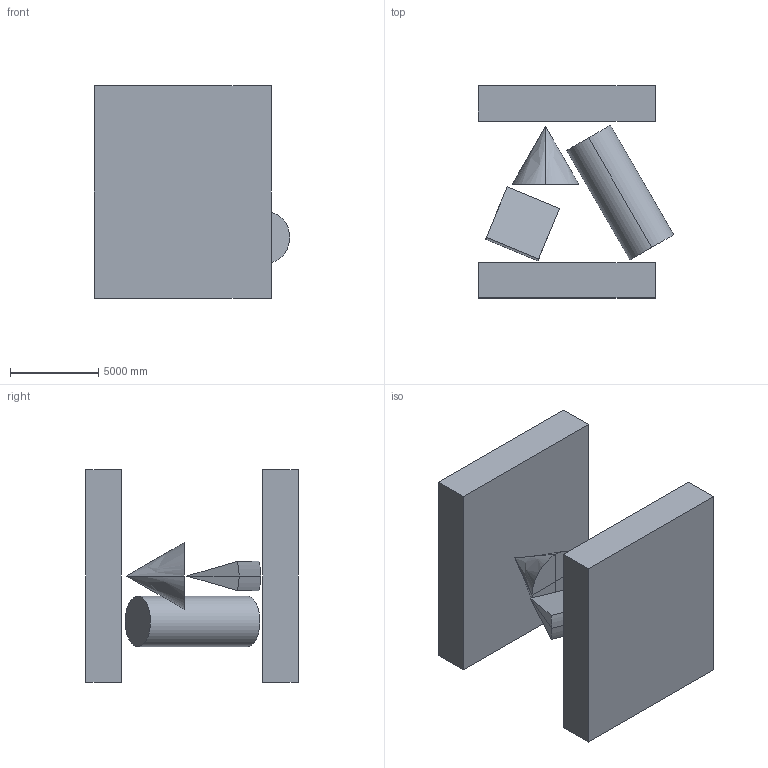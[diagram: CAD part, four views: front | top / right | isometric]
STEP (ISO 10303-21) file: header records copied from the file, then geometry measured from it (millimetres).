
FILE_DESCRIPTION((''),'2;1');
FILE_NAME('dist3d.stp','2022-12-16T16:32:26',(''),('CIMNE'),'STEP exporter based on STEPcode library (http://stepcode.org)','GiD 14.0.3','');
FILE_SCHEMA(('AUTOMOTIVE_DESIGN'));
Length unit declared in the file: metre
Bounding box: 11043.14 x 12000 x 12000 mm (x, y, z)
Volume: 546135354551 mm3; surface area: 842530424.5 mm2
Topology: 9 solids, 9 shells, 42 faces, 76 edges, 48 vertices
Faces by surface type: bspline 42
Entity records: 887 total; most frequent: CARTESIAN_POINT 303, ORIENTED_EDGE 128, EDGE_CURVE 57, DIRECTION 45, VECTOR 45, LINE 45, EDGE_LOOP 37, FACE_OUTER_BOUND 37
